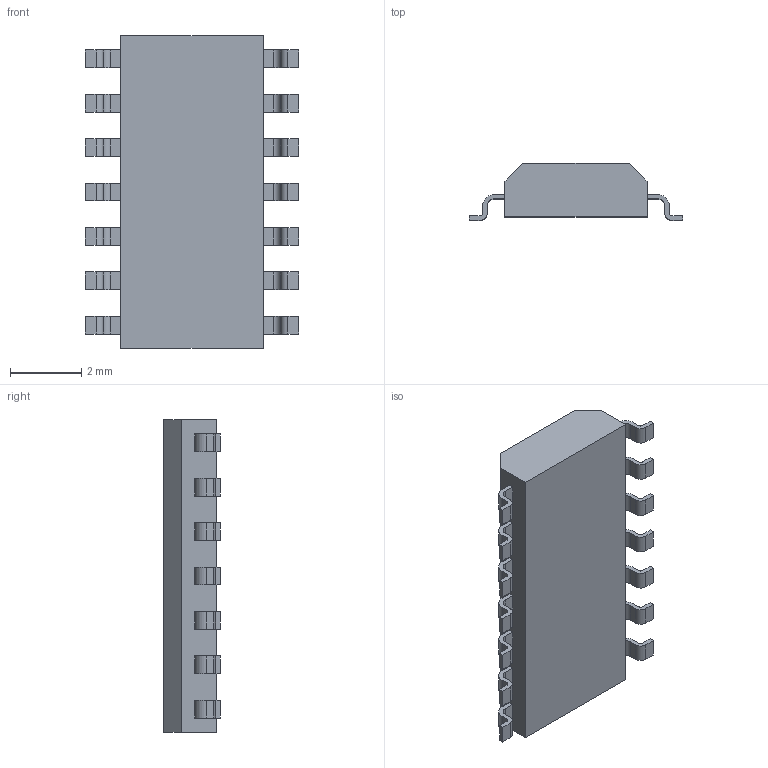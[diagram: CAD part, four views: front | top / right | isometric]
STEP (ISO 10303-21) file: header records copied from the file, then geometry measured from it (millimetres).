
FILE_DESCRIPTION (( 'STEP AP214' ), '1' );
FILE_NAME ('14lu SMT pin.STEP', '2020-11-25T13:30:00', ( '' ), ( '' ), 'SwSTEP 2.0', 'SolidWorks 2018', '' );
FILE_SCHEMA (( 'AUTOMOTIVE_DESIGN' ));
Length unit declared in the file: millimetre
Products named in the file (1): 14lu SMT pin
Bounding box: 6 x 1.6 x 8.8 mm (x, y, z)
Volume: 51.8 mm3; surface area: 128.1 mm2
Topology: 1 solids, 1 shells, 190 faces, 522 edges, 348 vertices
Faces by surface type: plane 134, cylinder 56
Entity records: 6052 total; most frequent: CARTESIAN_POINT 1061, ORIENTED_EDGE 1044, DIRECTION 1016, EDGE_CURVE 522, VECTOR 410, LINE 410, VERTEX_POINT 348, AXIS2_PLACEMENT_3D 303
